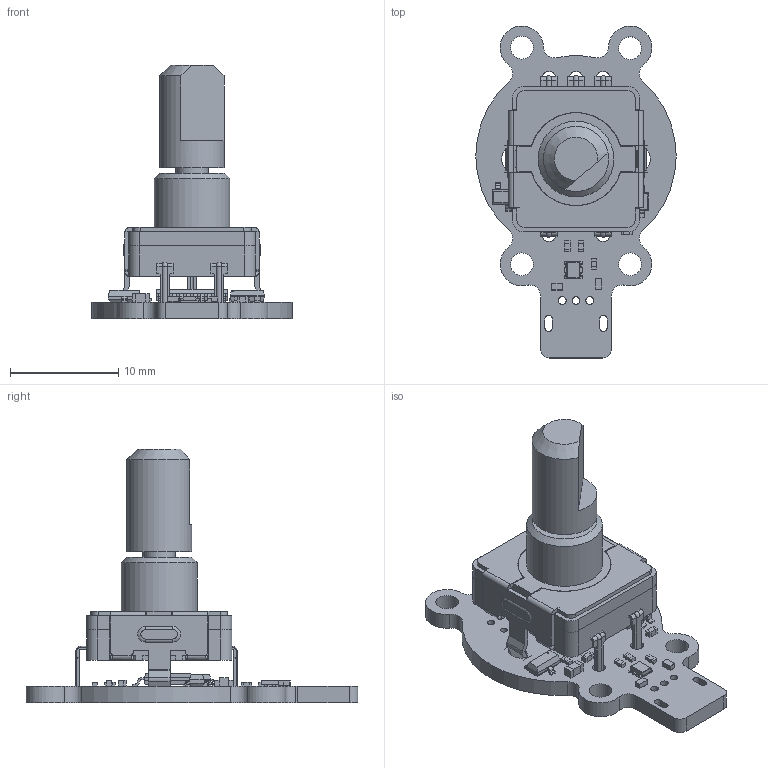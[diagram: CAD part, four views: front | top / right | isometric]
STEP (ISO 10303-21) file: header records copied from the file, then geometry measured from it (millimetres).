
FILE_DESCRIPTION(('Open CASCADE Model'),'2;1');
FILE_NAME('Open CASCADE Shape Model','2021-12-03T16:14:30',('Author'),( 'Open CASCADE'),'Open CASCADE STEP processor 6.8','Open CASCADE 6.8' ,'Unknown');
FILE_SCHEMA(('AUTOMOTIVE_DESIGN { 1 0 10303 214 1 1 1 1 }'));
Length unit declared in the file: millimetre
Products named in the file (53): PCB; Board; Open CASCADE STEP translator 6.8 1.1.1; D2; MSRC-RCLAMP0521P-N_v2; U1; MSFT-SOT23-5; Model; D1; MSRC-Nexperia_SOT23; R9; 6371156544; Extruded; 6055615664; R8; 6055615504; R3; R2; R1; FB1; 6371154064; 6403186768; C6; 6371154944; 6371154784; C4; C3; 6371155504; 6371155344; C2; SW1; MSRC-PEC12R-4xxxF-Sxxxx_(Horizontal_Mount); EC11-Base; EC11-Shaft-F; EC11-Housing-THT; R6; R5; D6; MSRC-TZ-P4-1615RGBTCA1-0.55T_RGB8421504; U2 ...
Assembly tree (89 placements, depth 4):
  PCB
    Board
      Open CASCADE STEP translator 6.8 1.1.1
    D2
      MSRC-RCLAMP0521P-N_v2
    U1
      MSFT-SOT23-5
        Model
    D1
      MSRC-Nexperia_SOT23
    R9
      6371156544  x2
        Extruded
      6055615664
        Extruded
    R8
      6055615504  x2
        Extruded
      6055615664
        Extruded
    R3
      6055615504  x2
        Extruded
      6055615664
        Extruded
    R2
      6055615504  x2
        Extruded
      6055615664
        Extruded
    R1
      6371156544  x2
        Extruded
      6055615664
        Extruded
    FB1
      6371154064  x2
        Extruded
      6403186768
        Extruded
    C6
      6371154944  x2
        Extruded
      6371154784
        Extruded
    C4
      6371154944  x2
        Extruded
      6371154784
        Extruded
    C3
      6371155504  x2
        Extruded
      6371155344
        Extruded
    C2
      6371154944  x2
        Extruded
      6371154784
        Extruded
Bounding box: 18.5 x 30.65 x 23.45 mm (x, y, z)
Volume: 1718 mm3; surface area: 3006.1 mm2
Topology: 102 solids, 102 shells, 1362 faces, 3288 edges, 2129 vertices
Faces by surface type: plane 993, cylinder 315, sphere 26, bspline 22, torus 4, cone 2
Full cylindrical faces by diameter (mm): 0.152 x1, 0.165 x1, 0.224 x1, 0.66 x5, 0.71 x3, 1.2 x5, 2.1 x4, 3 x2, 6 x1, 7 x1
Entity records: 39863 total; most frequent: CARTESIAN_POINT 7393, DIRECTION 5767, ORIENTED_EDGE 5564, EDGE_CURVE 2778, LINE 2101, VECTOR 2101, AXIS2_PLACEMENT_3D 1833, VERTEX_POINT 1799
